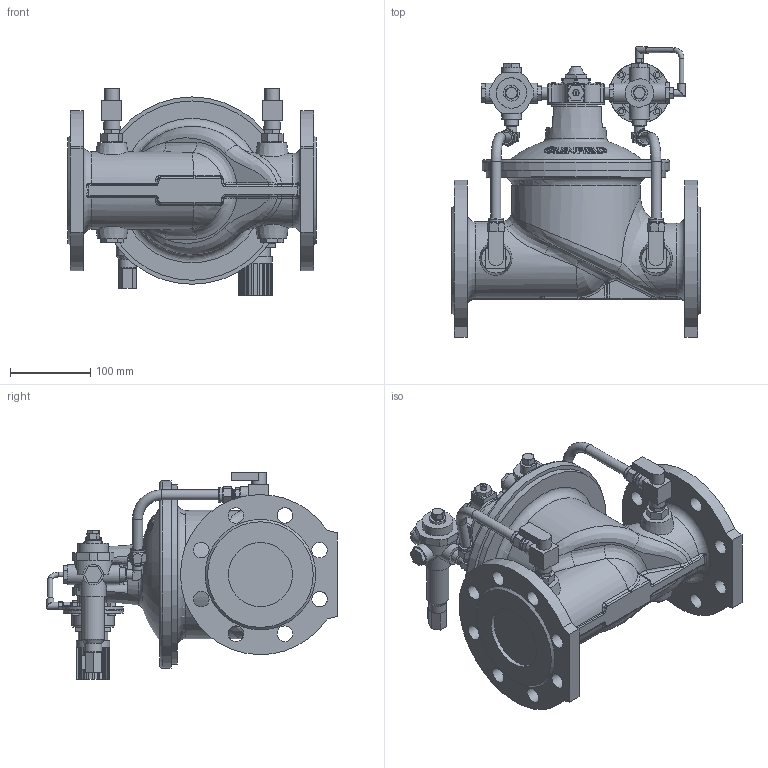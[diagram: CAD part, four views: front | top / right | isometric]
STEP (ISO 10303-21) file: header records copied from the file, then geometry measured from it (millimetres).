
FILE_DESCRIPTION (( 'STEP AP203' ), '1' );
FILE_NAME ('O_859_10_DN0080_1XXXX00_STEP.STEP', '2015-06-11T09:13:34', ( '' ), ( '' ), 'SwSTEP 2.0', 'SolidWorks 2012', '' );
FILE_SCHEMA (( 'CONFIG_CONTROL_DESIGN' ));
Products named in the file (1): O_859_10_DN0080_1XXXX00_STEP
Bounding box: 310 x 363 x 257.5 mm (x, y, z)
Volume: 6603846.5 mm3; surface area: 476321.3 mm2
Topology: 1 solids, 1 shells, 1198 faces, 3022 edges, 1914 vertices
Faces by surface type: plane 682, cylinder 231, bspline 141, cone 102, torus 38, sphere 4
Full cylindrical faces by diameter (mm): 6 x6, 7 x1, 7.7 x2, 9 x4, 9.5 x4, 12.5 x4, 12.8 x6, 15 x2, 16 x4, 18 x2, 18.05 x4, 19.5 x16, 20 x6, 20.77 x2, 22 x1, 25 x8, 28 x1, 32 x2, 37 x1, 38 x2, 42 x1, 46 x3, 51 x1, 53 x1, 70 x1, 75 x3, 80 x2, 160.6 x1, 224 x1, 234 x1
Entity records: 44961 total; most frequent: CARTESIAN_POINT 18432, ORIENTED_EDGE 5596, DIRECTION 4978, EDGE_CURVE 2798, VERTEX_POINT 1838, AXIS2_PLACEMENT_3D 1770, EDGE_LOOP 1472, VECTOR 1438
